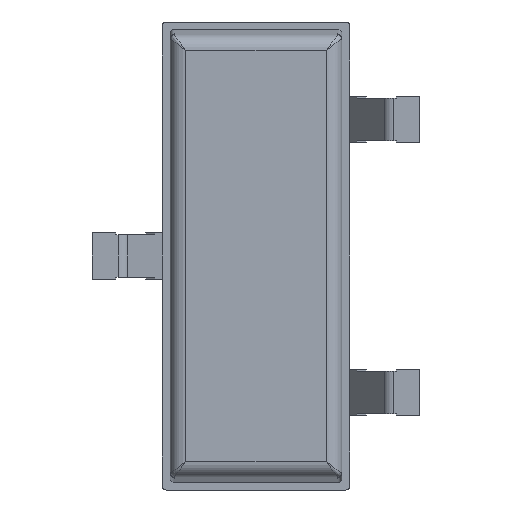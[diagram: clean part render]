
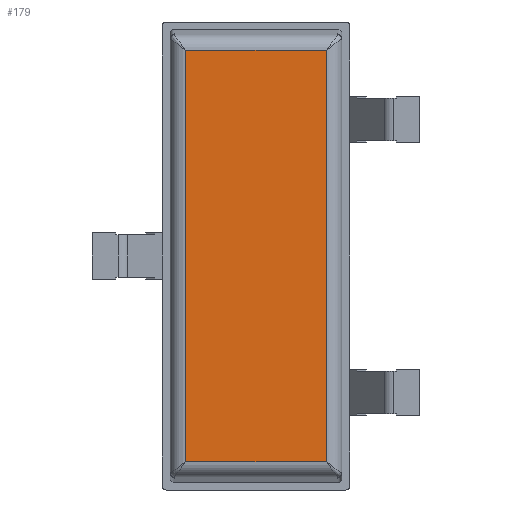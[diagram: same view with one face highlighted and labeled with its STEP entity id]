
A CAD part, front view. The second image highlights one B-rep face of the part: STEP entity #179.
In plain terms, the highlighted planar face has unit normal (0, -1, 0).
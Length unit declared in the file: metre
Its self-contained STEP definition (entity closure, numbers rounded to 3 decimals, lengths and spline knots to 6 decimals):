
#179 = ADVANCED_FACE( '', ( #620 ), #621, .T. );
#620 = FACE_OUTER_BOUND( '', #1421, .T. );
#621 = PLANE( '', #1422 );
#1421 = EDGE_LOOP( '', ( #3050, #3051, #3052, #3053 ) );
#1422 = AXIS2_PLACEMENT_3D( '', #3054, #3055, #3056 );
#3050 = ORIENTED_EDGE( '', *, *, #4921, .T. );
#3051 = ORIENTED_EDGE( '', *, *, #4922, .T. );
#3052 = ORIENTED_EDGE( '', *, *, #4923, .T. );
#3053 = ORIENTED_EDGE( '', *, *, #4443, .T. );
#3054 = CARTESIAN_POINT( '', ( 0., -0.0007, 0. ) );
#3055 = DIRECTION( '', ( 0., -1., 0. ) );
#3056 = DIRECTION( '', ( 0., 0., -1. ) );
#4443 = EDGE_CURVE( '', #5369, #5367, #5370, .T. );
#4921 = EDGE_CURVE( '', #5367, #6184, #6185, .T. );
#4922 = EDGE_CURVE( '', #6184, #6178, #6186, .T. );
#4923 = EDGE_CURVE( '', #6178, #5369, #6187, .T. );
#5367 = VERTEX_POINT( '', #6838 );
#5369 = VERTEX_POINT( '', #6852 );
#5370 = LINE( '', #6853, #6854 );
#6178 = VERTEX_POINT( '', #8200 );
#6184 = VERTEX_POINT( '', #8231 );
#6185 = LINE( '', #8232, #8233 );
#6186 = LINE( '', #8234, #8235 );
#6187 = LINE( '', #8236, #8237 );
#6838 = CARTESIAN_POINT( '', ( 0.0009, -0.0007, -0.002635 ) );
#6852 = CARTESIAN_POINT( '', ( -0.0009, -0.0007, -0.002635 ) );
#6853 = CARTESIAN_POINT( '', ( -0.0009, -0.0007, -0.002635 ) );
#6854 = VECTOR( '', #8877, 1. );
#8200 = CARTESIAN_POINT( '', ( -0.0009, -0.0007, 0.002635 ) );
#8231 = CARTESIAN_POINT( '', ( 0.0009, -0.0007, 0.002635 ) );
#8232 = CARTESIAN_POINT( '', ( 0.0009, -0.0007, -0.002635 ) );
#8233 = VECTOR( '', #9377, 1. );
#8234 = CARTESIAN_POINT( '', ( 0.0009, -0.0007, 0.002635 ) );
#8235 = VECTOR( '', #9378, 1. );
#8236 = CARTESIAN_POINT( '', ( -0.0009, -0.0007, 0.002635 ) );
#8237 = VECTOR( '', #9379, 1. );
#8877 = DIRECTION( '', ( 1., 0., 0. ) );
#9377 = DIRECTION( '', ( 0., 0., 1. ) );
#9378 = DIRECTION( '', ( -1., 0., 0. ) );
#9379 = DIRECTION( '', ( 0., 0., -1. ) );
